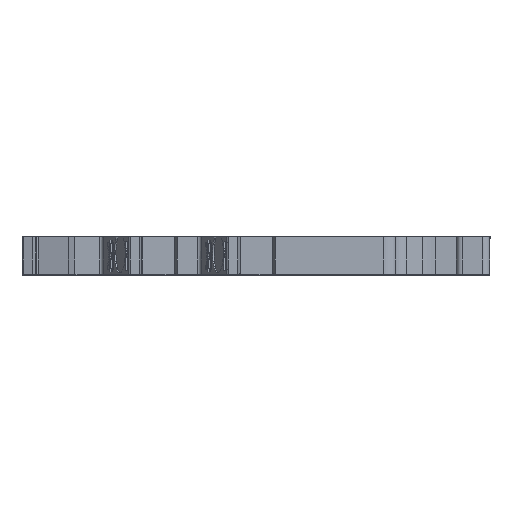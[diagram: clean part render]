
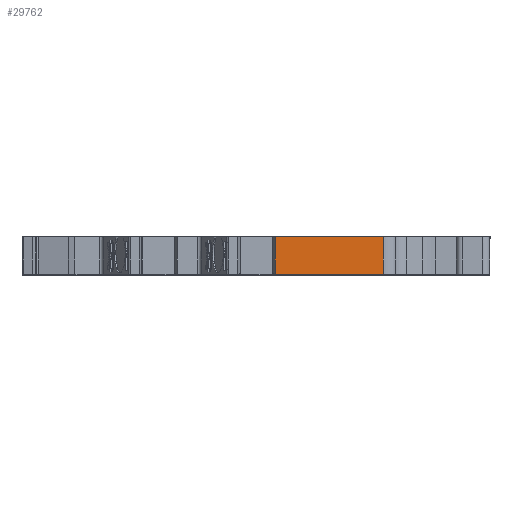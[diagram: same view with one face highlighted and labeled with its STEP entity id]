
A CAD part, left-side view. The second image highlights one B-rep face of the part: STEP entity #29762.
In plain terms, the highlighted planar face has unit normal (-1, 0, 0).
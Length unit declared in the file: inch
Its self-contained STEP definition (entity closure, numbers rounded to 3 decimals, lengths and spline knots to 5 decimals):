
#2672 = LINE ( 'NONE', #11059, #31847 ) ;
#3453 = CARTESIAN_POINT ( 'NONE',  ( -1.9959, 0., 0.20276 ) ) ;
#3837 = EDGE_CURVE ( 'NONE', #9304, #21027, #19150, .T. ) ;
#3888 = VERTEX_POINT ( 'NONE', #13078 ) ;
#8565 = CARTESIAN_POINT ( 'NONE',  ( -1.9959, 0.87545, 0.20276 ) ) ;
#9304 = VERTEX_POINT ( 'NONE', #8565 ) ;
#11059 = CARTESIAN_POINT ( 'NONE',  ( -1.9959, 0.87545, 0.20276 ) ) ;
#11848 = DIRECTION ( 'NONE',  ( 1., 0., 0. ) ) ;
#12115 = PLANE ( 'NONE',  #45088 ) ;
#13078 = CARTESIAN_POINT ( 'NONE',  ( -1.9959, 0.31081, 0.00591 ) ) ;
#13446 = EDGE_CURVE ( 'NONE', #14631, #9304, #2672, .T. ) ;
#14631 = VERTEX_POINT ( 'NONE', #46753 ) ;
#15748 = ORIENTED_EDGE ( 'NONE', *, *, #25811, .F. ) ;
#17063 = CARTESIAN_POINT ( 'NONE',  ( -1.9959, 0.31081, 0.20276 ) ) ;
#18737 = LINE ( 'NONE', #22150, #36593 ) ;
#19150 = LINE ( 'NONE', #30916, #45596 ) ;
#19414 = DIRECTION ( 'NONE',  ( 0., -1., 0. ) ) ;
#21027 = VERTEX_POINT ( 'NONE', #17063 ) ;
#22150 = CARTESIAN_POINT ( 'NONE',  ( -1.9959, 0.31081, 0.20276 ) ) ;
#22168 = ORIENTED_EDGE ( 'NONE', *, *, #3837, .F. ) ;
#22668 = LINE ( 'NONE', #31297, #28615 ) ;
#25811 = EDGE_CURVE ( 'NONE', #3888, #14631, #22668, .T. ) ;
#28218 = EDGE_CURVE ( 'NONE', #21027, #3888, #18737, .T. ) ;
#28615 = VECTOR ( 'NONE', #39145, 39.37008 ) ;
#29253 = ORIENTED_EDGE ( 'NONE', *, *, #28218, .F. ) ;
#29762 = ADVANCED_FACE ( 'NONE', ( #35929 ), #12115, .F. ) ;
#30916 = CARTESIAN_POINT ( 'NONE',  ( -1.9959, 0., 0.20276 ) ) ;
#31297 = CARTESIAN_POINT ( 'NONE',  ( -1.9959, -0.09014, 0.00591 ) ) ;
#31847 = VECTOR ( 'NONE', #35146, 39.37008 ) ;
#35146 = DIRECTION ( 'NONE',  ( 0., 0., 1. ) ) ;
#35929 = FACE_OUTER_BOUND ( 'NONE', #49979, .T. ) ;
#36194 = DIRECTION ( 'NONE',  ( 0., 0., -1. ) ) ;
#36593 = VECTOR ( 'NONE', #42552, 39.37008 ) ;
#39145 = DIRECTION ( 'NONE',  ( 0., 1., 0. ) ) ;
#42552 = DIRECTION ( 'NONE',  ( 0., 0., -1. ) ) ;
#45088 = AXIS2_PLACEMENT_3D ( 'NONE', #3453, #11848, #36194 ) ;
#45596 = VECTOR ( 'NONE', #19414, 39.37008 ) ;
#46753 = CARTESIAN_POINT ( 'NONE',  ( -1.9959, 0.87545, 0.00591 ) ) ;
#48313 = ORIENTED_EDGE ( 'NONE', *, *, #13446, .F. ) ;
#49979 = EDGE_LOOP ( 'NONE', ( #29253, #22168, #48313, #15748 ) ) ;
